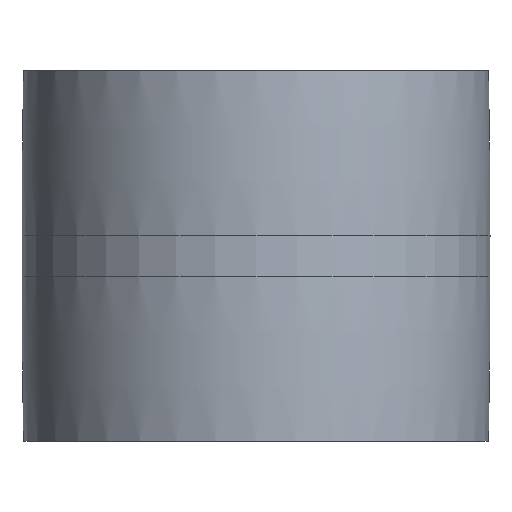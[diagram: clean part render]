
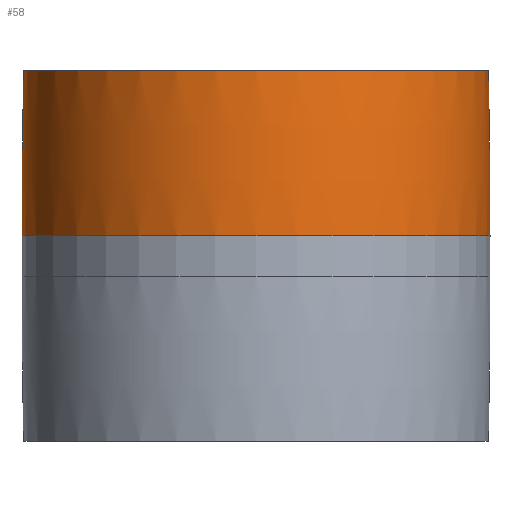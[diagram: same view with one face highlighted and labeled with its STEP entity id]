
A CAD part, front view. The second image highlights one B-rep face of the part: STEP entity #58.
In plain terms, the highlighted toroidal (fillet/blend) face has major radius 5007.62 mm and minor radius 5151.62 mm.
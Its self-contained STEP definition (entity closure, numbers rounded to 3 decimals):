
#11 = DIRECTION ( 'NONE',  ( -1., 0., 0. ) ) ;
#27 = ORIENTED_EDGE ( 'NONE', *, *, #449, .T. ) ;
#58 = ADVANCED_FACE ( 'NONE', ( #670 ), #424, .T. ) ;
#71 = DIRECTION ( 'NONE',  ( 0., 1., 0. ) ) ;
#126 = EDGE_CURVE ( 'NONE', #477, #173, #332, .T. ) ;
#171 = DIRECTION ( 'NONE',  ( 0., -1., 0. ) ) ;
#172 = AXIS2_PLACEMENT_3D ( 'NONE', #300, #651, #218 ) ;
#173 = VERTEX_POINT ( 'NONE', #366 ) ;
#198 = AXIS2_PLACEMENT_3D ( 'NONE', #962, #519, #727 ) ;
#215 = EDGE_CURVE ( 'NONE', #477, #822, #826, .T. ) ;
#218 = DIRECTION ( 'NONE',  ( 1., 0., 0. ) ) ;
#237 = EDGE_CURVE ( 'NONE', #822, #675, #529, .T. ) ;
#300 = CARTESIAN_POINT ( 'NONE',  ( 0., 0., 12.5 ) ) ;
#332 = CIRCLE ( 'NONE', #198, 144. ) ;
#364 = CIRCLE ( 'NONE', #926, 5151.625 ) ;
#366 = CARTESIAN_POINT ( 'NONE',  ( 144., 0., 12.5 ) ) ;
#408 = AXIS2_PLACEMENT_3D ( 'NONE', #445, #71, #11 ) ;
#424 = TOROIDAL_SURFACE ( 'NONE', #172, -5007.625, 5151.625 ) ;
#433 = ORIENTED_EDGE ( 'NONE', *, *, #237, .F. ) ;
#445 = CARTESIAN_POINT ( 'NONE',  ( 5007.625, 0., 12.5 ) ) ;
#449 = EDGE_CURVE ( 'NONE', #173, #675, #364, .T. ) ;
#477 = VERTEX_POINT ( 'NONE', #787 ) ;
#481 = ORIENTED_EDGE ( 'NONE', *, *, #215, .F. ) ;
#519 = DIRECTION ( 'NONE',  ( 0., 0., 1. ) ) ;
#529 = CIRCLE ( 'NONE', #577, 143. ) ;
#538 = DIRECTION ( 'NONE',  ( 1., 0., 0. ) ) ;
#542 = CARTESIAN_POINT ( 'NONE',  ( -5007.625, 0., 12.5 ) ) ;
#577 = AXIS2_PLACEMENT_3D ( 'NONE', #759, #909, #538 ) ;
#651 = DIRECTION ( 'NONE',  ( 0., 0., 1. ) ) ;
#662 = ORIENTED_EDGE ( 'NONE', *, *, #126, .T. ) ;
#670 = FACE_OUTER_BOUND ( 'NONE', #907, .T. ) ;
#675 = VERTEX_POINT ( 'NONE', #842 ) ;
#727 = DIRECTION ( 'NONE',  ( 1., 0., 0. ) ) ;
#759 = CARTESIAN_POINT ( 'NONE',  ( 0., 0., 114. ) ) ;
#787 = CARTESIAN_POINT ( 'NONE',  ( -144., 0., 12.5 ) ) ;
#792 = CARTESIAN_POINT ( 'NONE',  ( -143., 0., 114. ) ) ;
#822 = VERTEX_POINT ( 'NONE', #792 ) ;
#826 = CIRCLE ( 'NONE', #408, 5151.625 ) ;
#842 = CARTESIAN_POINT ( 'NONE',  ( 143., 0., 114. ) ) ;
#858 = DIRECTION ( 'NONE',  ( 0., 0., -1. ) ) ;
#907 = EDGE_LOOP ( 'NONE', ( #481, #662, #27, #433 ) ) ;
#909 = DIRECTION ( 'NONE',  ( 0., 0., 1. ) ) ;
#926 = AXIS2_PLACEMENT_3D ( 'NONE', #542, #171, #858 ) ;
#962 = CARTESIAN_POINT ( 'NONE',  ( 0., 0., 12.5 ) ) ;
